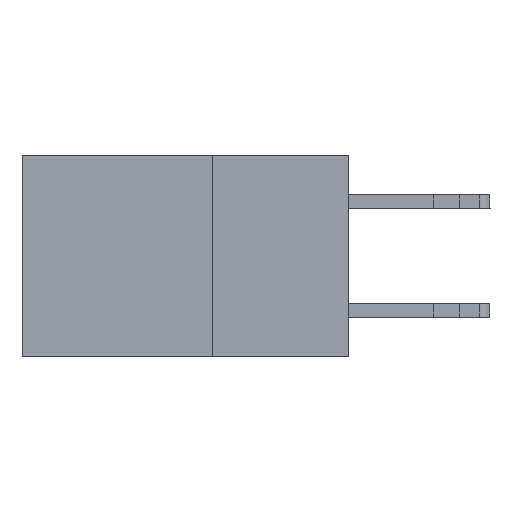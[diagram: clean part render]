
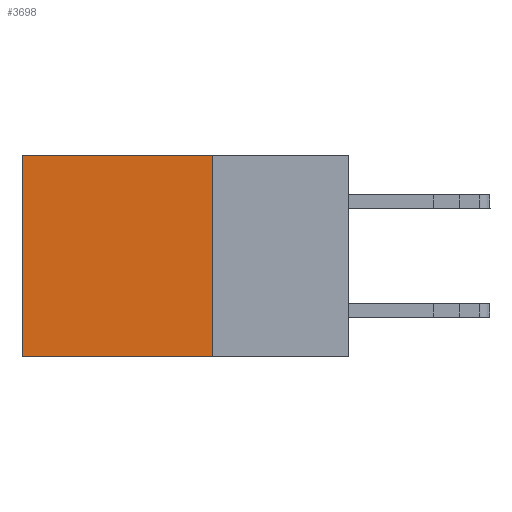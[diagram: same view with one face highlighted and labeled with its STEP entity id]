
A CAD part, left-side view. The second image highlights one B-rep face of the part: STEP entity #3698.
In plain terms, the highlighted planar face has unit normal (-1, 0, 0).
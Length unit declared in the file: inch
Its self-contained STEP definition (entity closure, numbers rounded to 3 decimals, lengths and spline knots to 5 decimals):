
#1165 = LINE ( 'NONE', #7655, #8112 ) ;
#1577 = ORIENTED_EDGE ( 'NONE', *, *, #4840, .T. ) ;
#2587 = CARTESIAN_POINT ( 'NONE',  ( 0.2615, 0.25, -0.37 ) ) ;
#3692 = ORIENTED_EDGE ( 'NONE', *, *, #6808, .T. ) ;
#3698 = ADVANCED_FACE ( 'NONE', ( #7576 ), #20731, .F. ) ;
#4257 = VECTOR ( 'NONE', #10965, 39.37008 ) ;
#4423 = LINE ( 'NONE', #7749, #7187 ) ;
#4641 = VERTEX_POINT ( 'NONE', #15762 ) ;
#4840 = EDGE_CURVE ( 'NONE', #20012, #17823, #14870, .T. ) ;
#5817 = DIRECTION ( 'NONE',  ( 0., 0., -1. ) ) ;
#6808 = EDGE_CURVE ( 'NONE', #17823, #4641, #1165, .T. ) ;
#7187 = VECTOR ( 'NONE', #20805, 39.37008 ) ;
#7292 = AXIS2_PLACEMENT_3D ( 'NONE', #2587, #10788, #17369 ) ;
#7576 = FACE_OUTER_BOUND ( 'NONE', #18327, .T. ) ;
#7655 = CARTESIAN_POINT ( 'NONE',  ( 0.2615, 0.6, -0.37 ) ) ;
#7749 = CARTESIAN_POINT ( 'NONE',  ( 0.2615, 0.25, -0.37 ) ) ;
#8112 = VECTOR ( 'NONE', #5817, 39.37008 ) ;
#9151 = CARTESIAN_POINT ( 'NONE',  ( 0.2615, 0.6, 0. ) ) ;
#9349 = LINE ( 'NONE', #12455, #4257 ) ;
#10507 = ORIENTED_EDGE ( 'NONE', *, *, #15150, .F. ) ;
#10788 = DIRECTION ( 'NONE',  ( 1., 0., 0. ) ) ;
#10965 = DIRECTION ( 'NONE',  ( 0., 1., 0. ) ) ;
#11620 = CARTESIAN_POINT ( 'NONE',  ( 0.2615, 0.25, 0. ) ) ;
#12085 = ORIENTED_EDGE ( 'NONE', *, *, #17063, .F. ) ;
#12455 = CARTESIAN_POINT ( 'NONE',  ( 0.2615, 0.25, -0.37 ) ) ;
#14870 = LINE ( 'NONE', #11620, #15245 ) ;
#15150 = EDGE_CURVE ( 'NONE', #20012, #16293, #4423, .T. ) ;
#15245 = VECTOR ( 'NONE', #18213, 39.37008 ) ;
#15762 = CARTESIAN_POINT ( 'NONE',  ( 0.2615, 0.6, -0.37 ) ) ;
#16293 = VERTEX_POINT ( 'NONE', #17249 ) ;
#17063 = EDGE_CURVE ( 'NONE', #16293, #4641, #9349, .T. ) ;
#17249 = CARTESIAN_POINT ( 'NONE',  ( 0.2615, 0.25, -0.37 ) ) ;
#17369 = DIRECTION ( 'NONE',  ( 0., 0., -1. ) ) ;
#17823 = VERTEX_POINT ( 'NONE', #9151 ) ;
#18208 = CARTESIAN_POINT ( 'NONE',  ( 0.2615, 0.25, 0. ) ) ;
#18213 = DIRECTION ( 'NONE',  ( 0., 1., 0. ) ) ;
#18327 = EDGE_LOOP ( 'NONE', ( #3692, #12085, #10507, #1577 ) ) ;
#20012 = VERTEX_POINT ( 'NONE', #18208 ) ;
#20731 = PLANE ( 'NONE',  #7292 ) ;
#20805 = DIRECTION ( 'NONE',  ( 0., 0., -1. ) ) ;
